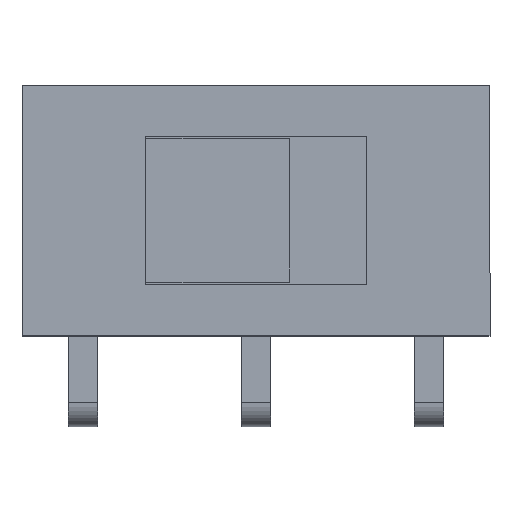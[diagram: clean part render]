
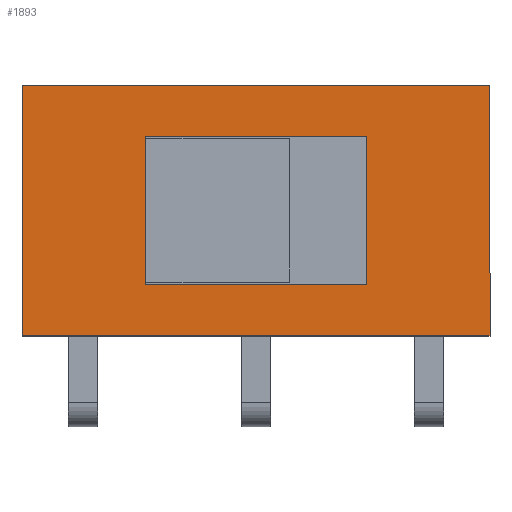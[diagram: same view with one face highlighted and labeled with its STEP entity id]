
A CAD part, top view. The second image highlights one B-rep face of the part: STEP entity #1893.
In plain terms, the highlighted planar face has unit normal (0, 0, 1).
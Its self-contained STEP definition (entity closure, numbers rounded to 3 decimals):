
#130 = VECTOR ( 'NONE', #2066, 1000. ) ;
#245 = LINE ( 'NONE', #2605, #643 ) ;
#252 = ORIENTED_EDGE ( 'NONE', *, *, #2751, .F. ) ;
#279 = ORIENTED_EDGE ( 'NONE', *, *, #1919, .F. ) ;
#307 = DIRECTION ( 'NONE',  ( 0., 0., 1. ) ) ;
#372 = CARTESIAN_POINT ( 'NONE',  ( 3., -2., 6.5 ) ) ;
#379 = DIRECTION ( 'NONE',  ( 1., 0., 0. ) ) ;
#393 = CARTESIAN_POINT ( 'NONE',  ( 6.35, -3.4, 6.5 ) ) ;
#394 = VERTEX_POINT ( 'NONE', #800 ) ;
#412 = EDGE_CURVE ( 'NONE', #2033, #660, #571, .T. ) ;
#450 = CARTESIAN_POINT ( 'NONE',  ( 3., 2., 6.5 ) ) ;
#538 = FACE_OUTER_BOUND ( 'NONE', #2257, .T. ) ;
#540 = DIRECTION ( 'NONE',  ( -1., 0., 0. ) ) ;
#571 = LINE ( 'NONE', #1836, #815 ) ;
#643 = VECTOR ( 'NONE', #1070, 1000. ) ;
#660 = VERTEX_POINT ( 'NONE', #1773 ) ;
#765 = VERTEX_POINT ( 'NONE', #372 ) ;
#770 = ORIENTED_EDGE ( 'NONE', *, *, #412, .F. ) ;
#800 = CARTESIAN_POINT ( 'NONE',  ( 6.35, -3.4, 6.5 ) ) ;
#812 = ORIENTED_EDGE ( 'NONE', *, *, #1369, .T. ) ;
#815 = VECTOR ( 'NONE', #540, 1000. ) ;
#824 = CARTESIAN_POINT ( 'NONE',  ( -6.35, -3.4, 6.5 ) ) ;
#910 = LINE ( 'NONE', #1772, #1951 ) ;
#922 = CARTESIAN_POINT ( 'NONE',  ( 6.35, 3.4, 6.5 ) ) ;
#1031 = LINE ( 'NONE', #824, #130 ) ;
#1034 = VERTEX_POINT ( 'NONE', #1882 ) ;
#1070 = DIRECTION ( 'NONE',  ( 0., -1., 0. ) ) ;
#1105 = LINE ( 'NONE', #2410, #1223 ) ;
#1126 = VECTOR ( 'NONE', #2465, 1000. ) ;
#1156 = FACE_BOUND ( 'NONE', #2047, .T. ) ;
#1220 = VECTOR ( 'NONE', #379, 1000. ) ;
#1223 = VECTOR ( 'NONE', #1352, 1000. ) ;
#1265 = VECTOR ( 'NONE', #2736, 1000. ) ;
#1352 = DIRECTION ( 'NONE',  ( -1., 0., 0. ) ) ;
#1369 = EDGE_CURVE ( 'NONE', #394, #1642, #910, .T. ) ;
#1518 = DIRECTION ( 'NONE',  ( 0., 1., 0. ) ) ;
#1564 = CARTESIAN_POINT ( 'NONE',  ( 6.35, -3.4, 6.5 ) ) ;
#1637 = CARTESIAN_POINT ( 'NONE',  ( -6.35, 3.4, 6.5 ) ) ;
#1642 = VERTEX_POINT ( 'NONE', #922 ) ;
#1660 = CARTESIAN_POINT ( 'NONE',  ( -3., -2., 6.5 ) ) ;
#1672 = CARTESIAN_POINT ( 'NONE',  ( 3., 2., 6.5 ) ) ;
#1690 = EDGE_CURVE ( 'NONE', #765, #2033, #2106, .T. ) ;
#1772 = CARTESIAN_POINT ( 'NONE',  ( 6.35, -3.4, 6.5 ) ) ;
#1773 = CARTESIAN_POINT ( 'NONE',  ( -3., 2., 6.5 ) ) ;
#1803 = PLANE ( 'NONE',  #2345 ) ;
#1836 = CARTESIAN_POINT ( 'NONE',  ( -3., 2., 6.5 ) ) ;
#1871 = ORIENTED_EDGE ( 'NONE', *, *, #1690, .F. ) ;
#1880 = LINE ( 'NONE', #393, #1265 ) ;
#1882 = CARTESIAN_POINT ( 'NONE',  ( -3., -2., 6.5 ) ) ;
#1893 = ADVANCED_FACE ( 'NONE', ( #1156, #538 ), #1803, .T. ) ;
#1919 = EDGE_CURVE ( 'NONE', #394, #2178, #1880, .T. ) ;
#1951 = VECTOR ( 'NONE', #1518, 1000. ) ;
#1978 = EDGE_CURVE ( 'NONE', #2178, #2218, #1031, .T. ) ;
#2001 = ORIENTED_EDGE ( 'NONE', *, *, #1978, .F. ) ;
#2014 = ORIENTED_EDGE ( 'NONE', *, *, #2169, .T. ) ;
#2033 = VERTEX_POINT ( 'NONE', #450 ) ;
#2047 = EDGE_LOOP ( 'NONE', ( #1871, #2644, #252, #770 ) ) ;
#2066 = DIRECTION ( 'NONE',  ( 0., 1., 0. ) ) ;
#2084 = DIRECTION ( 'NONE',  ( 1., 0., 0. ) ) ;
#2106 = LINE ( 'NONE', #1672, #1126 ) ;
#2169 = EDGE_CURVE ( 'NONE', #1642, #2218, #1105, .T. ) ;
#2178 = VERTEX_POINT ( 'NONE', #2211 ) ;
#2211 = CARTESIAN_POINT ( 'NONE',  ( -6.35, -3.4, 6.5 ) ) ;
#2218 = VERTEX_POINT ( 'NONE', #1637 ) ;
#2254 = LINE ( 'NONE', #1660, #1220 ) ;
#2257 = EDGE_LOOP ( 'NONE', ( #2001, #279, #812, #2014 ) ) ;
#2345 = AXIS2_PLACEMENT_3D ( 'NONE', #1564, #307, #2084 ) ;
#2410 = CARTESIAN_POINT ( 'NONE',  ( 6.35, 3.4, 6.5 ) ) ;
#2437 = EDGE_CURVE ( 'NONE', #1034, #765, #2254, .T. ) ;
#2465 = DIRECTION ( 'NONE',  ( 0., 1., 0. ) ) ;
#2605 = CARTESIAN_POINT ( 'NONE',  ( -3., 2., 6.5 ) ) ;
#2644 = ORIENTED_EDGE ( 'NONE', *, *, #2437, .F. ) ;
#2736 = DIRECTION ( 'NONE',  ( -1., 0., 0. ) ) ;
#2751 = EDGE_CURVE ( 'NONE', #660, #1034, #245, .T. ) ;
